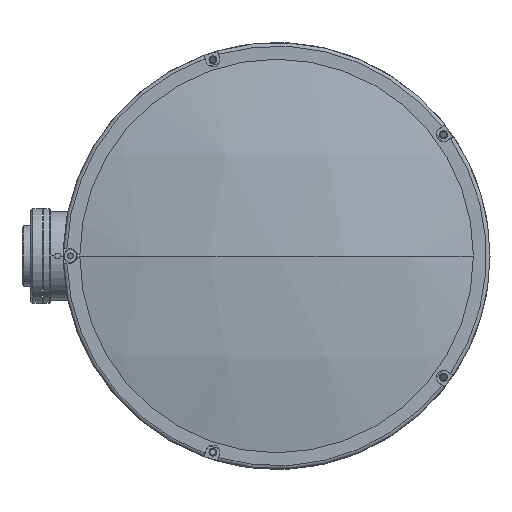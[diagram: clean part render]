
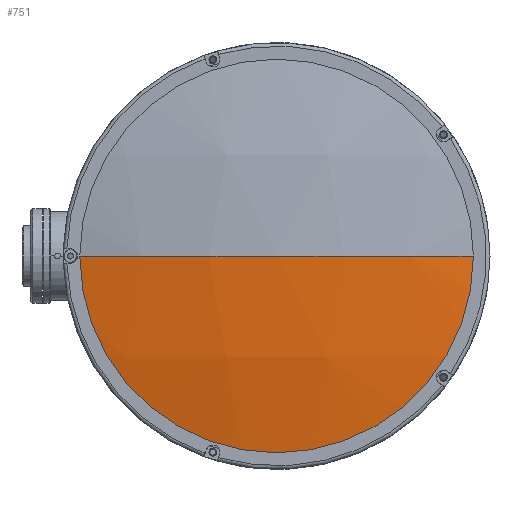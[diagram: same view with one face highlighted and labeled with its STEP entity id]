
A CAD part, left-side view. The second image highlights one B-rep face of the part: STEP entity #751.
In plain terms, the highlighted spherical face has radius 384 mm.
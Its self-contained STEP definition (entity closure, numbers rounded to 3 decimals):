
#182 = AXIS2_PLACEMENT_3D ( 'NONE', #5688, #5689, #5690 ) ;
#751 = ADVANCED_FACE ( 'NONE', ( #8134 ), #8131, .T. ) ;
#2472 = DIRECTION ( 'NONE',  ( 0., 1., 0. ) ) ;
#2474 = DIRECTION ( 'NONE',  ( 0., 0., -1. ) ) ;
#2475 = CARTESIAN_POINT ( 'NONE',  ( 20.46, 0.64, 0. ) ) ;
#2754 = EDGE_LOOP ( 'NONE', ( #8541, #8540, #8539 ) ) ;
#2845 = CARTESIAN_POINT ( 'NONE',  ( 20.46, 0.64, 0. ) ) ;
#2846 = DIRECTION ( 'NONE',  ( 0., 1., 0. ) ) ;
#2847 = DIRECTION ( 'NONE',  ( 0., 0., -1. ) ) ;
#3336 = VERTEX_POINT ( 'NONE', #4766 ) ;
#3337 = VERTEX_POINT ( 'NONE', #4825 ) ;
#3338 = VERTEX_POINT ( 'NONE', #4927 ) ;
#3569 = AXIS2_PLACEMENT_3D ( 'NONE', #2475, #2474, #2472 ) ;
#4379 = EDGE_CURVE ( 'NONE', #3337, #3336, #6950, .T. ) ;
#4455 = EDGE_CURVE ( 'NONE', #3336, #3338, #6313, .T. ) ;
#4484 = EDGE_CURVE ( 'NONE', #3337, #3338, #6263, .T. ) ;
#4766 = CARTESIAN_POINT ( 'NONE',  ( -354.014, -84.36, 0. ) ) ;
#4825 = CARTESIAN_POINT ( 'NONE',  ( -354.014, 85.64, 0. ) ) ;
#4927 = CARTESIAN_POINT ( 'NONE',  ( -363.54, 0.64, 0. ) ) ;
#5688 = CARTESIAN_POINT ( 'NONE',  ( 20.46, 0.64, 0. ) ) ;
#5689 = DIRECTION ( 'NONE',  ( 0., 0., 1. ) ) ;
#5690 = DIRECTION ( 'NONE',  ( 1., 0., 0. ) ) ;
#6263 = CIRCLE ( 'NONE', #182, 384. ) ;
#6288 = AXIS2_PLACEMENT_3D ( 'NONE', #2845, #2847, #2846 ) ;
#6313 = CIRCLE ( 'NONE', #6288, 384. ) ;
#6707 = DIRECTION ( 'NONE',  ( -1., 0., 0. ) ) ;
#6732 = DIRECTION ( 'NONE',  ( 0., 0., 1. ) ) ;
#6752 = CARTESIAN_POINT ( 'NONE',  ( -354.014, 0.64, 0. ) ) ;
#6906 = AXIS2_PLACEMENT_3D ( 'NONE', #6752, #6707, #6732 ) ;
#6950 = CIRCLE ( 'NONE', #6906, 85. ) ;
#8131 = SPHERICAL_SURFACE ( 'NONE', #3569, 384. ) ;
#8134 = FACE_OUTER_BOUND ( 'NONE', #2754, .T. ) ;
#8539 = ORIENTED_EDGE ( 'NONE', *, *, #4484, .F. ) ;
#8540 = ORIENTED_EDGE ( 'NONE', *, *, #4455, .T. ) ;
#8541 = ORIENTED_EDGE ( 'NONE', *, *, #4379, .T. ) ;
